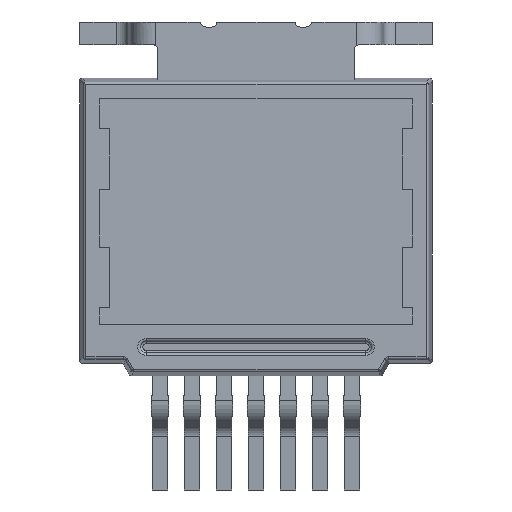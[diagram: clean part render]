
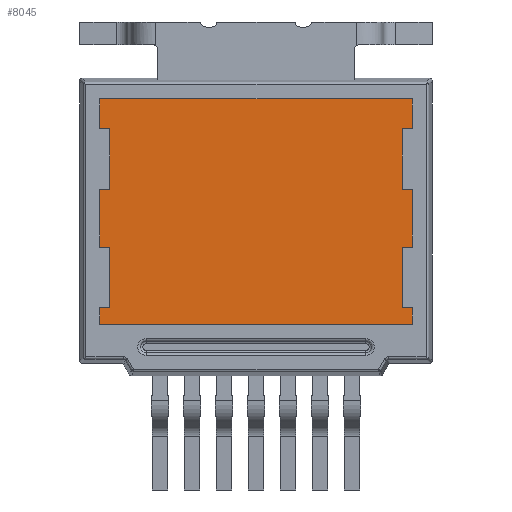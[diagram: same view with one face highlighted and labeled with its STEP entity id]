
A CAD part, left-side view. The second image highlights one B-rep face of the part: STEP entity #8045.
In plain terms, the highlighted planar face has unit normal (-1, 0, 0).
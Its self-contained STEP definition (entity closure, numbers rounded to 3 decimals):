
#727=ORIENTED_EDGE('',*,*,#2598,.F.);
#728=ORIENTED_EDGE('',*,*,#2599,.T.);
#729=ORIENTED_EDGE('',*,*,#2600,.F.);
#730=ORIENTED_EDGE('',*,*,#2601,.F.);
#731=ORIENTED_EDGE('',*,*,#2602,.F.);
#732=ORIENTED_EDGE('',*,*,#2603,.T.);
#733=ORIENTED_EDGE('',*,*,#2484,.T.);
#734=ORIENTED_EDGE('',*,*,#2477,.T.);
#735=ORIENTED_EDGE('',*,*,#2604,.F.);
#736=ORIENTED_EDGE('',*,*,#2605,.F.);
#737=ORIENTED_EDGE('',*,*,#2606,.F.);
#738=ORIENTED_EDGE('',*,*,#2471,.T.);
#739=ORIENTED_EDGE('',*,*,#2607,.F.);
#740=ORIENTED_EDGE('',*,*,#2608,.F.);
#741=ORIENTED_EDGE('',*,*,#2609,.F.);
#742=ORIENTED_EDGE('',*,*,#2481,.T.);
#743=ORIENTED_EDGE('',*,*,#2610,.T.);
#744=ORIENTED_EDGE('',*,*,#2611,.T.);
#745=ORIENTED_EDGE('',*,*,#2612,.F.);
#746=ORIENTED_EDGE('',*,*,#2613,.F.);
#2471=EDGE_CURVE('',#3448,#3447,#4075,.T.);
#2477=EDGE_CURVE('',#3454,#3453,#4081,.T.);
#2481=EDGE_CURVE('',#3458,#3457,#4085,.T.);
#2484=EDGE_CURVE('',#3460,#3454,#4088,.T.);
#2598=EDGE_CURVE('',#3537,#3538,#4168,.T.);
#2599=EDGE_CURVE('',#3537,#3539,#4169,.T.);
#2600=EDGE_CURVE('',#3540,#3539,#4170,.T.);
#2601=EDGE_CURVE('',#3541,#3540,#4171,.T.);
#2602=EDGE_CURVE('',#3542,#3541,#4172,.T.);
#2603=EDGE_CURVE('',#3542,#3460,#4173,.T.);
#2604=EDGE_CURVE('',#3543,#3453,#4174,.T.);
#2605=EDGE_CURVE('',#3544,#3543,#4175,.T.);
#2606=EDGE_CURVE('',#3448,#3544,#4176,.T.);
#2607=EDGE_CURVE('',#3545,#3447,#4177,.T.);
#2608=EDGE_CURVE('',#3546,#3545,#4178,.T.);
#2609=EDGE_CURVE('',#3458,#3546,#4179,.T.);
#2610=EDGE_CURVE('',#3457,#3547,#4180,.T.);
#2611=EDGE_CURVE('',#3547,#3548,#4181,.T.);
#2612=EDGE_CURVE('',#3549,#3548,#4182,.T.);
#2613=EDGE_CURVE('',#3538,#3549,#4183,.T.);
#3447=VERTEX_POINT('',#10961);
#3448=VERTEX_POINT('',#10963);
#3453=VERTEX_POINT('',#10973);
#3454=VERTEX_POINT('',#10975);
#3457=VERTEX_POINT('',#10981);
#3458=VERTEX_POINT('',#10983);
#3460=VERTEX_POINT('',#10989);
#3537=VERTEX_POINT('',#11229);
#3538=VERTEX_POINT('',#11230);
#3539=VERTEX_POINT('',#11232);
#3540=VERTEX_POINT('',#11234);
#3541=VERTEX_POINT('',#11236);
#3542=VERTEX_POINT('',#11238);
#3543=VERTEX_POINT('',#11241);
#3544=VERTEX_POINT('',#11243);
#3545=VERTEX_POINT('',#11246);
#3546=VERTEX_POINT('',#11248);
#3547=VERTEX_POINT('',#11251);
#3548=VERTEX_POINT('',#11253);
#3549=VERTEX_POINT('',#11255);
#4075=LINE('',#10962,#4743);
#4081=LINE('',#10974,#4749);
#4085=LINE('',#10982,#4753);
#4088=LINE('',#10988,#4756);
#4168=LINE('',#11228,#4836);
#4169=LINE('',#11231,#4837);
#4170=LINE('',#11233,#4838);
#4171=LINE('',#11235,#4839);
#4172=LINE('',#11237,#4840);
#4173=LINE('',#11239,#4841);
#4174=LINE('',#11240,#4842);
#4175=LINE('',#11242,#4843);
#4176=LINE('',#11244,#4844);
#4177=LINE('',#11245,#4845);
#4178=LINE('',#11247,#4846);
#4179=LINE('',#11249,#4847);
#4180=LINE('',#11250,#4848);
#4181=LINE('',#11252,#4849);
#4182=LINE('',#11254,#4850);
#4183=LINE('',#11256,#4851);
#4743=VECTOR('',#9040,1000.);
#4749=VECTOR('',#9046,1000.);
#4753=VECTOR('',#9050,1000.);
#4756=VECTOR('',#9055,1000.);
#4836=VECTOR('',#9269,1000.);
#4837=VECTOR('',#9270,1000.);
#4838=VECTOR('',#9271,1000.);
#4839=VECTOR('',#9272,1000.);
#4840=VECTOR('',#9273,1000.);
#4841=VECTOR('',#9274,1000.);
#4842=VECTOR('',#9275,1000.);
#4843=VECTOR('',#9276,1000.);
#4844=VECTOR('',#9277,1000.);
#4845=VECTOR('',#9278,1000.);
#4846=VECTOR('',#9279,1000.);
#4847=VECTOR('',#9280,1000.);
#4848=VECTOR('',#9281,1000.);
#4849=VECTOR('',#9282,1000.);
#4850=VECTOR('',#9283,1000.);
#4851=VECTOR('',#9284,1000.);
#5442=EDGE_LOOP('',(#727,#728,#729,#730,#731,#732,#733,#734,#735,#736,#737,
#738,#739,#740,#741,#742,#743,#744,#745,#746));
#5818=FACE_BOUND('',#5442,.T.);
#6180=PLANE('',#8464);
#8045=ADVANCED_FACE('',(#5818),#6180,.T.);
#8464=AXIS2_PLACEMENT_3D('',#11227,#9267,#9268);
#9040=DIRECTION('',(0.,0.,-1.));
#9046=DIRECTION('',(0.,0.,-1.));
#9050=DIRECTION('',(0.,0.,-1.));
#9055=DIRECTION('',(0.,1.,0.));
#9267=DIRECTION('',(-1.,0.,0.));
#9268=DIRECTION('',(0.,-1.,0.));
#9269=DIRECTION('',(0.,1.,0.));
#9270=DIRECTION('',(0.,0.,1.));
#9271=DIRECTION('',(0.,-1.,0.));
#9272=DIRECTION('',(0.,0.,-1.));
#9273=DIRECTION('',(0.,1.,0.));
#9274=DIRECTION('',(0.,0.,1.));
#9275=DIRECTION('',(0.,1.,0.));
#9276=DIRECTION('',(0.,0.,1.));
#9277=DIRECTION('',(0.,-1.,0.));
#9278=DIRECTION('',(0.,1.,0.));
#9279=DIRECTION('',(0.,0.,1.));
#9280=DIRECTION('',(0.,-1.,0.));
#9281=DIRECTION('',(0.,-1.,0.));
#9282=DIRECTION('',(0.,0.,1.));
#9283=DIRECTION('',(0.,-1.,0.));
#9284=DIRECTION('',(0.,0.,-1.));
#10961=CARTESIAN_POINT('',(-0.77,6.2,-3.44));
#10962=CARTESIAN_POINT('',(-0.77,6.2,2.45));
#10963=CARTESIAN_POINT('',(-0.77,6.2,-1.14));
#10973=CARTESIAN_POINT('',(-0.77,6.2,1.26));
#10974=CARTESIAN_POINT('',(-0.77,6.2,2.45));
#10975=CARTESIAN_POINT('',(-0.77,6.2,2.45));
#10981=CARTESIAN_POINT('',(-0.77,6.2,-6.505));
#10982=CARTESIAN_POINT('',(-0.77,6.2,2.45));
#10983=CARTESIAN_POINT('',(-0.77,6.2,-5.84));
#10988=CARTESIAN_POINT('',(-0.77,-5.7,2.45));
#10989=CARTESIAN_POINT('',(-0.77,-6.2,2.45));
#11227=CARTESIAN_POINT('',(-0.77,-5.7,2.15));
#11228=CARTESIAN_POINT('',(-0.77,-6.5,-3.44));
#11229=CARTESIAN_POINT('',(-0.77,-6.2,-3.44));
#11230=CARTESIAN_POINT('',(-0.77,-5.8,-3.44));
#11231=CARTESIAN_POINT('',(-0.77,-6.2,-5.5));
#11232=CARTESIAN_POINT('',(-0.77,-6.2,-1.14));
#11233=CARTESIAN_POINT('',(-0.77,-5.8,-1.14));
#11234=CARTESIAN_POINT('',(-0.77,-5.8,-1.14));
#11235=CARTESIAN_POINT('',(-0.77,-5.8,1.26));
#11236=CARTESIAN_POINT('',(-0.77,-5.8,1.26));
#11237=CARTESIAN_POINT('',(-0.77,-6.5,1.26));
#11238=CARTESIAN_POINT('',(-0.77,-6.2,1.26));
#11239=CARTESIAN_POINT('',(-0.77,-6.2,-5.5));
#11240=CARTESIAN_POINT('',(-0.77,5.8,1.26));
#11241=CARTESIAN_POINT('',(-0.77,5.8,1.26));
#11242=CARTESIAN_POINT('',(-0.77,5.8,-1.14));
#11243=CARTESIAN_POINT('',(-0.77,5.8,-1.14));
#11244=CARTESIAN_POINT('',(-0.77,6.5,-1.14));
#11245=CARTESIAN_POINT('',(-0.77,5.8,-3.44));
#11246=CARTESIAN_POINT('',(-0.77,5.8,-3.44));
#11247=CARTESIAN_POINT('',(-0.77,5.8,-3.44));
#11248=CARTESIAN_POINT('',(-0.77,5.8,-5.84));
#11249=CARTESIAN_POINT('',(-0.77,5.8,-5.84));
#11250=CARTESIAN_POINT('',(-0.77,6.2,-6.505));
#11251=CARTESIAN_POINT('',(-0.77,-6.2,-6.505));
#11252=CARTESIAN_POINT('',(-0.77,-6.2,-5.5));
#11253=CARTESIAN_POINT('',(-0.77,-6.2,-5.84));
#11254=CARTESIAN_POINT('',(-0.77,-5.8,-5.84));
#11255=CARTESIAN_POINT('',(-0.77,-5.8,-5.84));
#11256=CARTESIAN_POINT('',(-0.77,-5.8,-3.44));
